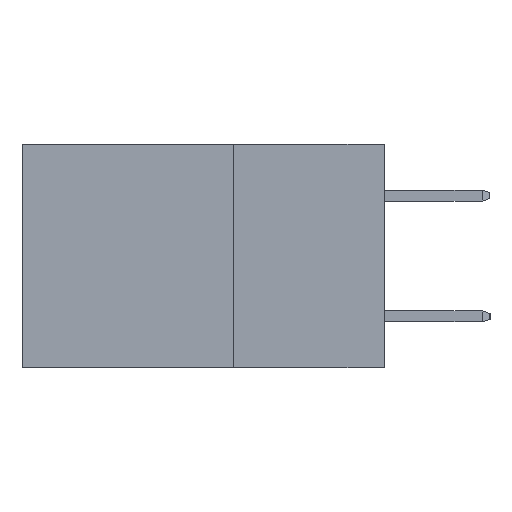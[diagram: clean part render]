
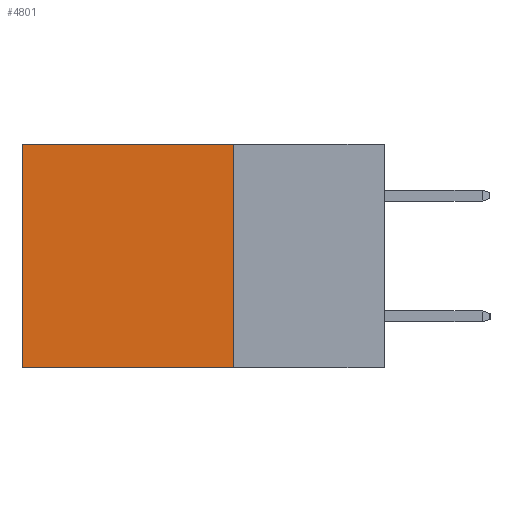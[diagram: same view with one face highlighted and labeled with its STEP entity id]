
A CAD part, left-side view. The second image highlights one B-rep face of the part: STEP entity #4801.
In plain terms, the highlighted planar face has unit normal (-1, 0, 0).
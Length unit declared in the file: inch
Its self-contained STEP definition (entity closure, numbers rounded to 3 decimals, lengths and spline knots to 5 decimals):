
#61 = ORIENTED_EDGE ( 'NONE', *, *, #11484, .F. ) ;
#1248 = CARTESIAN_POINT ( 'NONE',  ( 0.2615, 0.25, -0.37 ) ) ;
#1313 = CARTESIAN_POINT ( 'NONE',  ( 0.2615, 0.25, -0.37 ) ) ;
#1609 = ORIENTED_EDGE ( 'NONE', *, *, #22133, .T. ) ;
#2856 = CARTESIAN_POINT ( 'NONE',  ( 0.2615, 0.6, -0.37 ) ) ;
#3083 = VECTOR ( 'NONE', #7763, 39.37008 ) ;
#3181 = DIRECTION ( 'NONE',  ( 1., 0., 0. ) ) ;
#4801 = ADVANCED_FACE ( 'NONE', ( #7288 ), #14334, .F. ) ;
#5493 = AXIS2_PLACEMENT_3D ( 'NONE', #1313, #3181, #16200 ) ;
#5892 = VECTOR ( 'NONE', #13247, 39.37008 ) ;
#5900 = CARTESIAN_POINT ( 'NONE',  ( 0.2615, 0.6, -0.37 ) ) ;
#6585 = EDGE_LOOP ( 'NONE', ( #1609, #61, #22224, #18799 ) ) ;
#7022 = DIRECTION ( 'NONE',  ( 0., 0., -1. ) ) ;
#7288 = FACE_OUTER_BOUND ( 'NONE', #6585, .T. ) ;
#7389 = CARTESIAN_POINT ( 'NONE',  ( 0.2615, 0.25, 0. ) ) ;
#7763 = DIRECTION ( 'NONE',  ( 0., 0., -1. ) ) ;
#8552 = VERTEX_POINT ( 'NONE', #17375 ) ;
#8827 = EDGE_CURVE ( 'NONE', #23464, #8552, #9748, .T. ) ;
#9748 = LINE ( 'NONE', #20028, #23998 ) ;
#10242 = VERTEX_POINT ( 'NONE', #23081 ) ;
#10659 = VECTOR ( 'NONE', #19765, 39.37008 ) ;
#11484 = EDGE_CURVE ( 'NONE', #8552, #23200, #15044, .T. ) ;
#13247 = DIRECTION ( 'NONE',  ( 0., 1., 0. ) ) ;
#14334 = PLANE ( 'NONE',  #5493 ) ;
#14632 = EDGE_CURVE ( 'NONE', #23464, #10242, #21305, .T. ) ;
#15044 = LINE ( 'NONE', #1248, #10659 ) ;
#16200 = DIRECTION ( 'NONE',  ( 0., 0., -1. ) ) ;
#17375 = CARTESIAN_POINT ( 'NONE',  ( 0.2615, 0.25, -0.37 ) ) ;
#18753 = CARTESIAN_POINT ( 'NONE',  ( 0.2615, 0.25, 0. ) ) ;
#18799 = ORIENTED_EDGE ( 'NONE', *, *, #14632, .T. ) ;
#19667 = LINE ( 'NONE', #5900, #3083 ) ;
#19765 = DIRECTION ( 'NONE',  ( 0., 1., 0. ) ) ;
#20028 = CARTESIAN_POINT ( 'NONE',  ( 0.2615, 0.25, -0.37 ) ) ;
#21305 = LINE ( 'NONE', #18753, #5892 ) ;
#22133 = EDGE_CURVE ( 'NONE', #10242, #23200, #19667, .T. ) ;
#22224 = ORIENTED_EDGE ( 'NONE', *, *, #8827, .F. ) ;
#23081 = CARTESIAN_POINT ( 'NONE',  ( 0.2615, 0.6, 0. ) ) ;
#23200 = VERTEX_POINT ( 'NONE', #2856 ) ;
#23464 = VERTEX_POINT ( 'NONE', #7389 ) ;
#23998 = VECTOR ( 'NONE', #7022, 39.37008 ) ;
